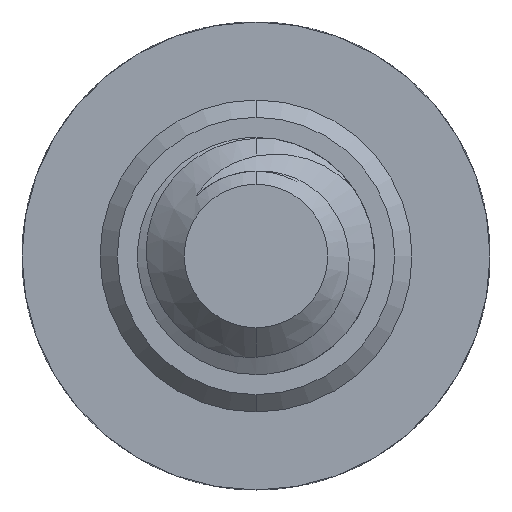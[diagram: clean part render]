
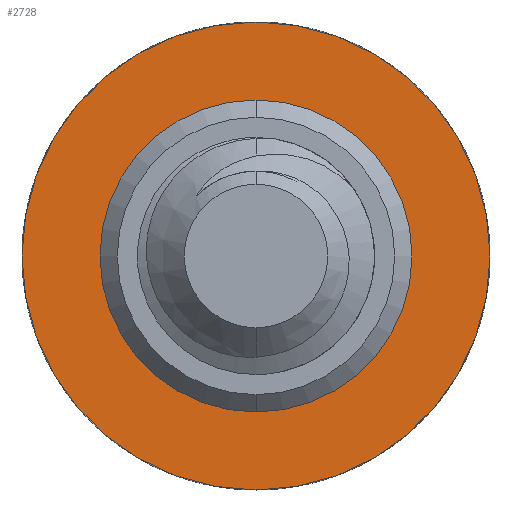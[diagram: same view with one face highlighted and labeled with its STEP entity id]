
A CAD part, front view. The second image highlights one B-rep face of the part: STEP entity #2728.
In plain terms, the highlighted planar face has unit normal (0, -1, 0).
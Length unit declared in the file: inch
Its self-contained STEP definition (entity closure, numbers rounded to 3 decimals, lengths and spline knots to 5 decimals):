
#184 = CARTESIAN_POINT ( 'NONE',  ( 0., 0., -0.125 ) ) ;
#1642 = CARTESIAN_POINT ( 'NONE',  ( 0., 0., 0. ) ) ;
#1643 = DIRECTION ( 'NONE',  ( 0., -1., 0. ) ) ;
#1644 = DIRECTION ( 'NONE',  ( 0., 0., -1. ) ) ;
#1672 = CARTESIAN_POINT ( 'NONE',  ( 0., 0., 0. ) ) ;
#1673 = DIRECTION ( 'NONE',  ( 0., 1., 0. ) ) ;
#1674 = DIRECTION ( 'NONE',  ( 0., 0., 1. ) ) ;
#1864 = CARTESIAN_POINT ( 'NONE',  ( 0., 0., 0. ) ) ;
#1865 = DIRECTION ( 'NONE',  ( 0., 1., 0. ) ) ;
#1866 = DIRECTION ( 'NONE',  ( 0., 0., 1. ) ) ;
#1875 = CARTESIAN_POINT ( 'NONE',  ( 0., 0., 0. ) ) ;
#1876 = DIRECTION ( 'NONE',  ( 0., -1., 0. ) ) ;
#1877 = DIRECTION ( 'NONE',  ( 0., 0., -1. ) ) ;
#2343 = CARTESIAN_POINT ( 'NONE',  ( 0., 0., 0.1875 ) ) ;
#2433 = CARTESIAN_POINT ( 'NONE',  ( 0., 0., 0.125 ) ) ;
#2516 = CARTESIAN_POINT ( 'NONE',  ( 0., 0., -0.1875 ) ) ;
#2728 = ADVANCED_FACE ( 'NONE', ( #7720, #7732 ), #4522, .F. ) ;
#2884 = VERTEX_POINT ( 'NONE', #184 ) ;
#3385 = ORIENTED_EDGE ( 'NONE', *, *, #7156, .F. ) ;
#3386 = ORIENTED_EDGE ( 'NONE', *, *, #7093, .F. ) ;
#3387 = ORIENTED_EDGE ( 'NONE', *, *, #7083, .F. ) ;
#3388 = ORIENTED_EDGE ( 'NONE', *, *, #7161, .F. ) ;
#4519 = DIRECTION ( 'NONE',  ( 0., 0., 1. ) ) ;
#4520 = DIRECTION ( 'NONE',  ( 0., 1., 0. ) ) ;
#4522 = PLANE ( 'NONE',  #4930 ) ;
#4525 = CARTESIAN_POINT ( 'NONE',  ( 0., 0., 0. ) ) ;
#4930 = AXIS2_PLACEMENT_3D ( 'NONE', #4525, #4520, #4519 ) ;
#5217 = AXIS2_PLACEMENT_3D ( 'NONE', #1642, #1643, #1644 ) ;
#5227 = AXIS2_PLACEMENT_3D ( 'NONE', #1672, #1673, #1674 ) ;
#5289 = AXIS2_PLACEMENT_3D ( 'NONE', #1864, #1865, #1866 ) ;
#5291 = AXIS2_PLACEMENT_3D ( 'NONE', #1875, #1876, #1877 ) ;
#5372 = CIRCLE ( 'NONE', #5227, 0.1875 ) ;
#5436 = CIRCLE ( 'NONE', #5289, 0.1875 ) ;
#5438 = CIRCLE ( 'NONE', #5291, 0.125 ) ;
#7083 = EDGE_CURVE ( 'NONE', #10252, #2884, #9180, .T. ) ;
#7093 = EDGE_CURVE ( 'NONE', #10335, #10162, #5372, .T. ) ;
#7156 = EDGE_CURVE ( 'NONE', #10162, #10335, #5436, .T. ) ;
#7161 = EDGE_CURVE ( 'NONE', #2884, #10252, #5438, .T. ) ;
#7720 = FACE_BOUND ( 'NONE', #10004, .T. ) ;
#7732 = FACE_OUTER_BOUND ( 'NONE', #9965, .T. ) ;
#9180 = CIRCLE ( 'NONE', #5217, 0.125 ) ;
#9965 = EDGE_LOOP ( 'NONE', ( #3386, #3385 ) ) ;
#10004 = EDGE_LOOP ( 'NONE', ( #3388, #3387 ) ) ;
#10162 = VERTEX_POINT ( 'NONE', #2343 ) ;
#10252 = VERTEX_POINT ( 'NONE', #2433 ) ;
#10335 = VERTEX_POINT ( 'NONE', #2516 ) ;
